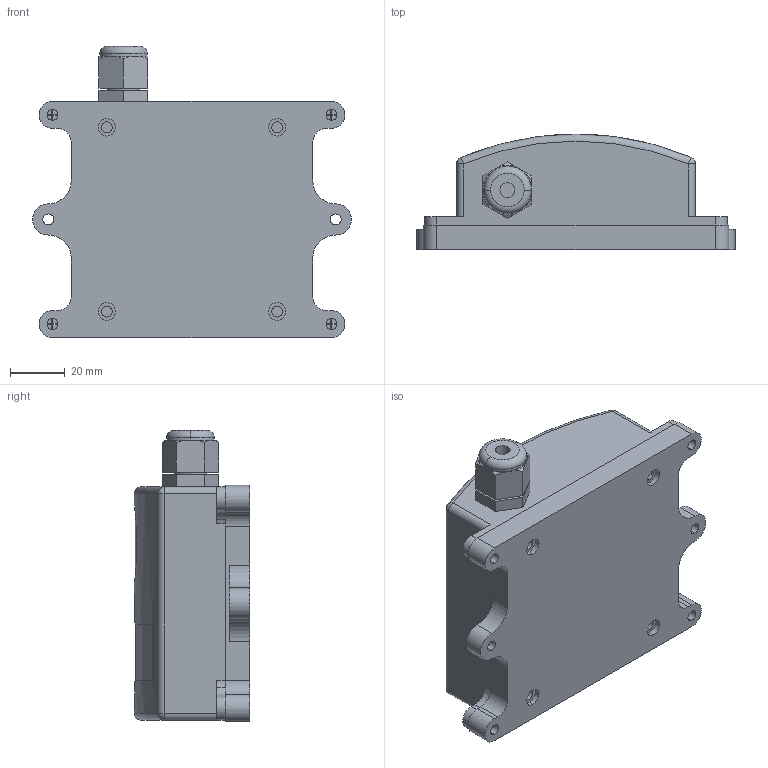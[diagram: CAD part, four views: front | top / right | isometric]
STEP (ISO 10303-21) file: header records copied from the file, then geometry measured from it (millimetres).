
FILE_DESCRIPTION (( 'STEP AP214' ), '1' );
FILE_NAME ('SRAQ-D199-1_3D.STEP', '2022-04-08T20:45:54', ( '' ), ( '' ), 'SwSTEP 2.0', 'SolidWorks 2021', '' );
FILE_SCHEMA (( 'AUTOMOTIVE_DESIGN' ));
Length unit declared in the file: inch
Products named in the file (1): SRAQ-D199-1_3D
Bounding box: 116 x 42 x 106 mm (x, y, z)
Volume: 300176.4 mm3; surface area: 33398.7 mm2
Topology: 5 solids, 5 shells, 235 faces, 596 edges, 390 vertices
Faces by surface type: plane 111, cylinder 92, bspline 14, sphere 8, cone 6, torus 4
Entity records: 8008 total; most frequent: CARTESIAN_POINT 2120, DIRECTION 1218, ORIENTED_EDGE 1172, EDGE_CURVE 586, AXIS2_PLACEMENT_3D 464, VERTEX_POINT 386, LINE 290, VECTOR 290
